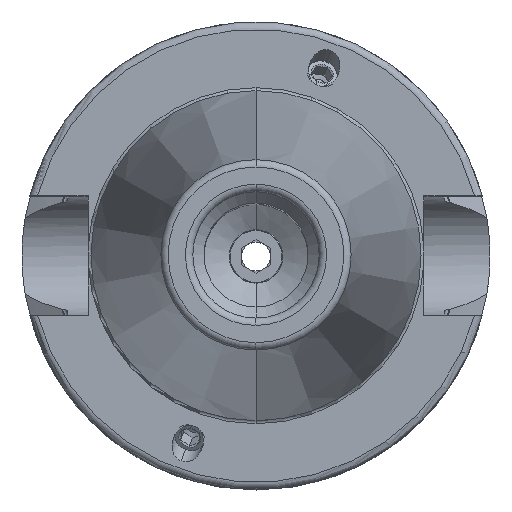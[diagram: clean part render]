
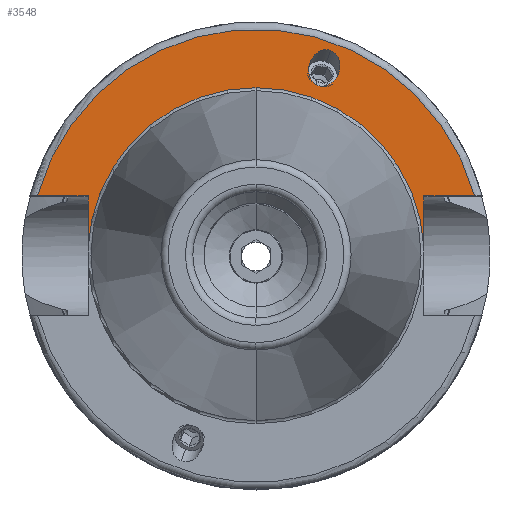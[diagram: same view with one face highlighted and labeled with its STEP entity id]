
A CAD part, top view. The second image highlights one B-rep face of the part: STEP entity #3548.
In plain terms, the highlighted planar face has unit normal (0, 0, 1).
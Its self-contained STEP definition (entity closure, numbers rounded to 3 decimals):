
#671=DIRECTION('',(0,1,0));
#672=VECTOR('',#671,6.987);
#673=CARTESIAN_POINT('',(-22.6,1.063,25));
#674=LINE('',#673,#672);
#675=DIRECTION('',(1,0,0));
#676=VECTOR('',#675,6.818);
#677=CARTESIAN_POINT('',(-29.418,8.05,25));
#678=LINE('',#677,#676);
#679=DIRECTION('',(-1,0,0));
#680=VECTOR('',#679,6.818);
#681=CARTESIAN_POINT('',(29.418,8.05,25));
#682=LINE('',#681,#680);
#683=DIRECTION('',(0,-1,0));
#684=VECTOR('',#683,6.987);
#685=CARTESIAN_POINT('',(22.6,8.05,25));
#686=LINE('',#685,#684);
#687=CARTESIAN_POINT('',(10.056,27.629,25));
#688=CARTESIAN_POINT('',(10.283,27.547,25));
#689=CARTESIAN_POINT('',(10.737,27.268,25));
#690=CARTESIAN_POINT('',(11.226,26.479,25));
#691=CARTESIAN_POINT('',(11.341,25.65,25));
#692=CARTESIAN_POINT('',(11.261,25.009,25));
#693=CARTESIAN_POINT('',(11.137,24.573,25));
#694=CARTESIAN_POINT('',(10.952,24.159,25));
#695=CARTESIAN_POINT('',(10.601,23.617,25));
#696=CARTESIAN_POINT('',(9.98,23.055,25));
#697=CARTESIAN_POINT('',(9.098,22.765,25));
#698=CARTESIAN_POINT('',(8.571,22.843,25));
#699=CARTESIAN_POINT('',(8.344,22.926,25));
#701=CARTESIAN_POINT('',(8.344,22.926,25));
#702=CARTESIAN_POINT('',(8.117,23.009,25));
#703=CARTESIAN_POINT('',(7.663,23.288,25));
#704=CARTESIAN_POINT('',(7.174,24.076,25));
#705=CARTESIAN_POINT('',(7.06,24.906,25));
#706=CARTESIAN_POINT('',(7.14,25.547,25));
#707=CARTESIAN_POINT('',(7.264,25.983,25));
#708=CARTESIAN_POINT('',(7.449,26.396,25));
#709=CARTESIAN_POINT('',(7.8,26.939,25));
#710=CARTESIAN_POINT('',(8.421,27.5,25));
#711=CARTESIAN_POINT('',(9.302,27.79,25));
#712=CARTESIAN_POINT('',(9.829,27.712,25));
#713=CARTESIAN_POINT('',(10.056,27.629,25));
#749=CARTESIAN_POINT('',(0,0,25));
#750=DIRECTION('',(0,0,1));
#751=DIRECTION('',(0,1,0));
#752=AXIS2_PLACEMENT_3D('',#749,#750,#751);
#780=CARTESIAN_POINT('',(0,0,25));
#781=DIRECTION('',(0,0,-1));
#782=DIRECTION('',(0,1,0));
#783=AXIS2_PLACEMENT_3D('',#780,#781,#782);
#1858=CARTESIAN_POINT('',(0,0,25));
#1859=DIRECTION('',(0,0,1));
#1860=DIRECTION('',(0.965,0.264,0));
#1861=AXIS2_PLACEMENT_3D('',#1858,#1859,#1860);
#2482=CARTESIAN_POINT('',(-22.6,1.063,25));
#2483=CARTESIAN_POINT('',(-22.6,8.05,25));
#2484=VERTEX_POINT('',#2482);
#2485=VERTEX_POINT('',#2483);
#2486=CARTESIAN_POINT('',(-29.418,8.05,25));
#2487=VERTEX_POINT('',#2486);
#2488=CARTESIAN_POINT('',(22.6,8.05,25));
#2489=CARTESIAN_POINT('',(22.6,1.063,25));
#2490=VERTEX_POINT('',#2488);
#2491=VERTEX_POINT('',#2489);
#2498=CARTESIAN_POINT('',(29.418,8.05,25));
#2499=VERTEX_POINT('',#2498);
#2546=CARTESIAN_POINT('',(0,22.625,25));
#2548=VERTEX_POINT('',#2546);
#2564=VERTEX_POINT('',#687);
#2565=VERTEX_POINT('',#699);
#3524=CARTESIAN_POINT('',(0,0,25));
#3525=DIRECTION('',(0,0,-1));
#3526=DIRECTION('',(0,-1,0));
#3527=AXIS2_PLACEMENT_3D('',#3524,#3525,#3526);
#3528=PLANE('',#3527);
#3529=ORIENTED_EDGE('',*,*,#3318,.T.);
#3530=ORIENTED_EDGE('',*,*,#3345,.F.);
#3532=ORIENTED_EDGE('',*,*,#3531,.F.);
#3533=ORIENTED_EDGE('',*,*,#3391,.T.);
#3535=ORIENTED_EDGE('',*,*,#3534,.T.);
#3537=ORIENTED_EDGE('',*,*,#3536,.F.);
#3539=ORIENTED_EDGE('',*,*,#3538,.T.);
#3540=EDGE_LOOP('',(#3529,#3530,#3532,#3533,#3535,#3537,#3539));
#3541=FACE_OUTER_BOUND('',#3540,.F.);
#3543=ORIENTED_EDGE('',*,*,#3542,.F.);
#3545=ORIENTED_EDGE('',*,*,#3544,.F.);
#3546=EDGE_LOOP('',(#3543,#3545));
#3547=FACE_BOUND('',#3546,.F.);
#3548=ADVANCED_FACE('',(#3541,#3547),#3528,.F.);
#700=B_SPLINE_CURVE_WITH_KNOTS('',3,(#687,#688,#689,#690,#691,#692,#693,#694,
#695,#696,#697,#698,#699),.UNSPECIFIED.,.F.,.F.,(4,1,1,1,1,1,1,1,1,1,4),(0,
0.125,0.25,0.375,0.438,0.5,0.563,0.625,0.75,0.875,1),
.UNSPECIFIED.);
#714=B_SPLINE_CURVE_WITH_KNOTS('',3,(#701,#702,#703,#704,#705,#706,#707,#708,
#709,#710,#711,#712,#713),.UNSPECIFIED.,.F.,.F.,(4,1,1,1,1,1,1,1,1,1,4),(0,
0.125,0.25,0.375,0.438,0.5,0.563,0.625,0.75,0.875,1),
.UNSPECIFIED.);
#753=CIRCLE('',#752,22.625);
#784=CIRCLE('',#783,22.625);
#1862=CIRCLE('',#1861,30.5);
#3318=EDGE_CURVE('',#2484,#2485,#674,.T.);
#3345=EDGE_CURVE('',#2487,#2485,#678,.T.);
#3391=EDGE_CURVE('',#2499,#2490,#682,.T.);
#3531=EDGE_CURVE('',#2499,#2487,#1862,.T.);
#3534=EDGE_CURVE('',#2490,#2491,#686,.T.);
#3536=EDGE_CURVE('',#2548,#2491,#784,.T.);
#3538=EDGE_CURVE('',#2548,#2484,#753,.T.);
#3542=EDGE_CURVE('',#2564,#2565,#700,.T.);
#3544=EDGE_CURVE('',#2565,#2564,#714,.T.);
